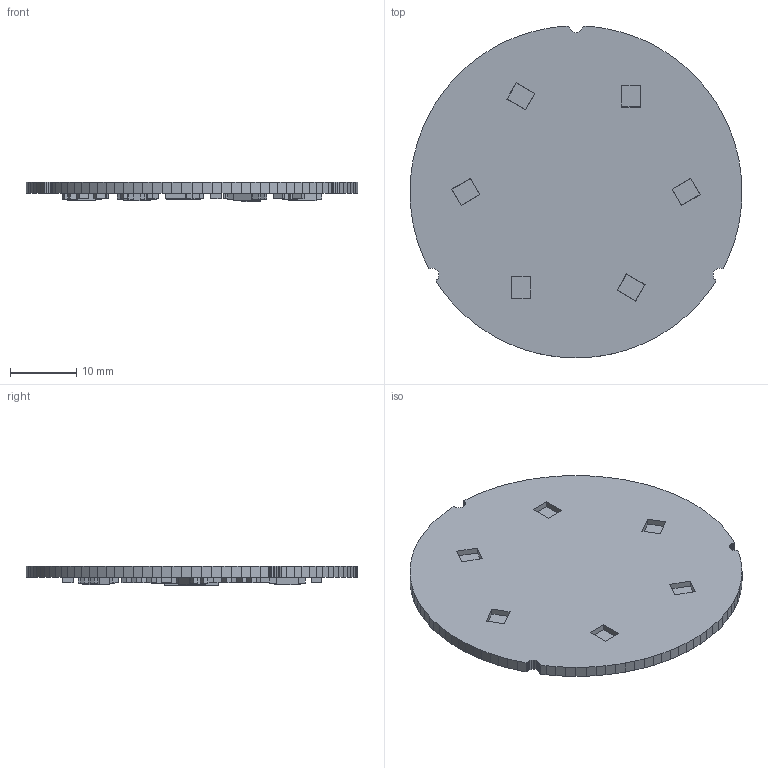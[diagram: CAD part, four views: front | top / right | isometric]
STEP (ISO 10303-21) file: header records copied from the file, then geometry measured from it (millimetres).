
FILE_DESCRIPTION(('Open CASCADE Model'),'2;1');
FILE_NAME('Open CASCADE Shape Model','2016-06-01T09:47:21',('Author'),( 'Open CASCADE'),'Open CASCADE STEP processor 6.2','Open CASCADE 6.2' ,'Unknown');
FILE_SCHEMA(('AUTOMOTIVE_DESIGN { 1 0 10303 214 1 1 1 1 }'));
Length unit declared in the file: millimetre
Products named in the file (66): PCB; Board; IC2; 755924752; Extruded; C1; 755924368; C2; 755924624; C3; C4; C5; 709174320; C6; C7; C8; 755924496; C9; C10; C11; C12; C13; C14; C15; C16; C17; C18; C19; C20; IC1; 755924880; LED0; 755925648; 755925776; LED1; 755925392; 755925520; LED2; 755925008; 755925136 ...
Assembly tree (114 placements, depth 4):
  PCB
    Board
    IC2
      755924752
        Extruded
    C1
      755924368
        Extruded
    C2
      755924624
        Extruded
    C3
      755924624
        Extruded
    C4
      755924624
        Extruded
    C5
      709174320
        Extruded
    C6
      709174320
        Extruded
    C7
      709174320
        Extruded
    C8
      755924496
        Extruded
    C9
      755924496
        Extruded
    C10
      755924496
        Extruded
    C11
      755924624
        Extruded
    C12
      755924624
        Extruded
    C13
      755924624
        Extruded
    C14
      709174320
        Extruded
    C15
      709174320
        Extruded
    C16
      709174320
        Extruded
    C17
      709174320
        Extruded
    C18
      755924496
        Extruded
    C19
Bounding box: 50.02 x 49.99 x 2.97 mm (x, y, z)
Volume: 3396.1 mm3; surface area: 4926.9 mm2
Topology: 63 solids, 63 shells, 554 faces, 1282 edges, 854 vertices
Faces by surface type: plane 554
Entity records: 18560 total; most frequent: CARTESIAN_POINT 2903, DIRECTION 2816, LINE 2070, VECTOR 2070, ORIENTED_EDGE 1380, PCURVE 1380, DEFINITIONAL_REPRESENTATION 1380, EDGE_CURVE 690
